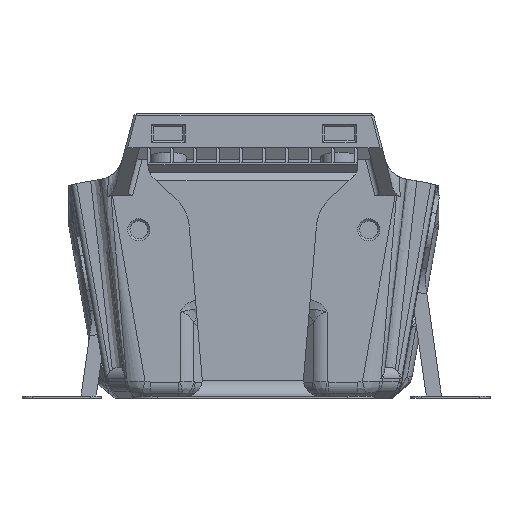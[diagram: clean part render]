
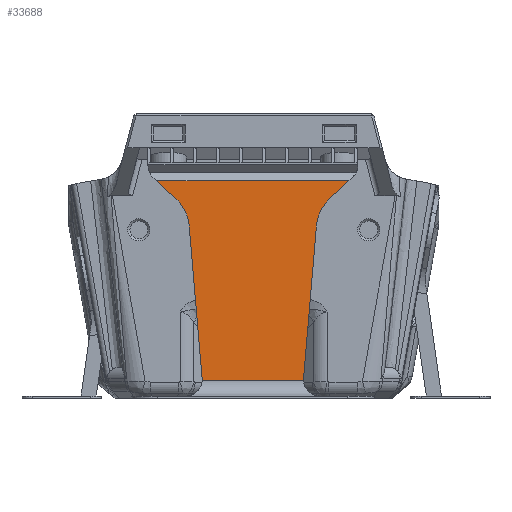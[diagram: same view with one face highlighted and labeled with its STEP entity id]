
A CAD part, front view. The second image highlights one B-rep face of the part: STEP entity #33688.
In plain terms, the highlighted planar face has unit normal (0, -1, 0).
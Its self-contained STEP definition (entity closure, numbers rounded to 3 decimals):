
#2234=CIRCLE('',#35956,3.);
#2235=CIRCLE('',#35957,3.);
#2236=CIRCLE('',#35958,8.);
#2237=CIRCLE('',#35959,8.);
#4804=ORIENTED_EDGE('',*,*,#14236,.T.);
#4805=ORIENTED_EDGE('',*,*,#14237,.T.);
#4806=ORIENTED_EDGE('',*,*,#14238,.T.);
#4807=ORIENTED_EDGE('',*,*,#14234,.F.);
#4808=ORIENTED_EDGE('',*,*,#14239,.T.);
#4809=ORIENTED_EDGE('',*,*,#14240,.T.);
#4810=ORIENTED_EDGE('',*,*,#14241,.F.);
#4811=ORIENTED_EDGE('',*,*,#14242,.F.);
#4812=ORIENTED_EDGE('',*,*,#14243,.T.);
#4813=ORIENTED_EDGE('',*,*,#14244,.T.);
#14234=EDGE_CURVE('',#19093,#19094,#22374,.T.);
#14236=EDGE_CURVE('',#19095,#19096,#2234,.T.);
#14237=EDGE_CURVE('',#19096,#19097,#22376,.F.);
#14238=EDGE_CURVE('',#19097,#19094,#2235,.T.);
#14239=EDGE_CURVE('',#19093,#19098,#2236,.T.);
#14240=EDGE_CURVE('',#19098,#19099,#22377,.T.);
#14241=EDGE_CURVE('',#19100,#19099,#22378,.T.);
#14242=EDGE_CURVE('',#19101,#19100,#22379,.T.);
#14243=EDGE_CURVE('',#19101,#19102,#2237,.T.);
#14244=EDGE_CURVE('',#19102,#19095,#22380,.T.);
#19093=VERTEX_POINT('',#51789);
#19094=VERTEX_POINT('',#51791);
#19095=VERTEX_POINT('',#51795);
#19096=VERTEX_POINT('',#51796);
#19097=VERTEX_POINT('',#51798);
#19098=VERTEX_POINT('',#51801);
#19099=VERTEX_POINT('',#51803);
#19100=VERTEX_POINT('',#51805);
#19101=VERTEX_POINT('',#51807);
#19102=VERTEX_POINT('',#51809);
#22374=LINE('',#51790,#25472);
#22376=LINE('',#51797,#25474);
#22377=LINE('',#51802,#25475);
#22378=LINE('',#51804,#25476);
#22379=LINE('',#51806,#25477);
#22380=LINE('',#51810,#25478);
#25472=VECTOR('',#39926,1000.);
#25474=VECTOR('',#39932,1000.);
#25475=VECTOR('',#39937,1000.);
#25476=VECTOR('',#39938,1000.);
#25477=VECTOR('',#39939,1000.);
#25478=VECTOR('',#39942,1000.);
#28400=EDGE_LOOP('',(#4804,#4805,#4806,#4807,#4808,#4809,#4810,#4811,#4812,
#4813));
#30498=FACE_BOUND('',#28400,.T.);
#32452=PLANE('',#35955);
#33688=ADVANCED_FACE('',(#30498),#32452,.F.);
#35955=AXIS2_PLACEMENT_3D('',#51793,#39928,#39929);
#35956=AXIS2_PLACEMENT_3D('',#51794,#39930,#39931);
#35957=AXIS2_PLACEMENT_3D('',#51799,#39933,#39934);
#35958=AXIS2_PLACEMENT_3D('',#51800,#39935,#39936);
#35959=AXIS2_PLACEMENT_3D('',#51808,#39940,#39941);
#39926=DIRECTION('',(-0.084,0.,-0.996));
#39928=DIRECTION('',(0.,1.,0.));
#39929=DIRECTION('',(0.,0.,1.));
#39930=DIRECTION('',(0.,1.,0.));
#39931=DIRECTION('',(0.,0.,1.));
#39932=DIRECTION('',(-1.,0.,0.));
#39933=DIRECTION('',(0.,1.,0.));
#39934=DIRECTION('',(0.,0.,1.));
#39935=DIRECTION('',(0.,1.,0.));
#39936=DIRECTION('',(0.,0.,1.));
#39937=DIRECTION('',(0.731,0.,0.682));
#39938=DIRECTION('',(1.,0.,0.));
#39939=DIRECTION('',(-0.731,0.,0.682));
#39940=DIRECTION('',(0.,1.,0.));
#39941=DIRECTION('',(0.,0.,1.));
#39942=DIRECTION('',(0.084,0.,-0.996));
#51789=CARTESIAN_POINT('',(11.856,-32.314,32.579));
#51790=CARTESIAN_POINT('',(36.482,-32.314,324.724));
#51791=CARTESIAN_POINT('',(9.418,-32.314,3.652));
#51793=CARTESIAN_POINT('',(0.,-32.314,327.8));
#51794=CARTESIAN_POINT('',(-12.767,-32.314,3.4));
#51795=CARTESIAN_POINT('',(-9.777,-32.314,3.652));
#51796=CARTESIAN_POINT('',(-9.767,-32.314,3.4));
#51797=CARTESIAN_POINT('',(9.143,-32.314,3.4));
#51798=CARTESIAN_POINT('',(9.407,-32.314,3.4));
#51799=CARTESIAN_POINT('',(12.407,-32.314,3.4));
#51800=CARTESIAN_POINT('',(19.828,-32.314,31.907));
#51801=CARTESIAN_POINT('',(14.372,-32.314,37.757));
#51802=CARTESIAN_POINT('',(16.736,-32.314,39.963));
#51803=CARTESIAN_POINT('',(17.982,-32.314,41.124));
#51804=CARTESIAN_POINT('',(-65.369,-32.314,41.124));
#51805=CARTESIAN_POINT('',(-18.341,-32.314,41.124));
#51806=CARTESIAN_POINT('',(-17.096,-32.314,39.963));
#51807=CARTESIAN_POINT('',(-14.731,-32.314,37.757));
#51808=CARTESIAN_POINT('',(-20.187,-32.314,31.907));
#51809=CARTESIAN_POINT('',(-12.216,-32.314,32.579));
#51810=CARTESIAN_POINT('',(-36.839,-32.314,324.694));
